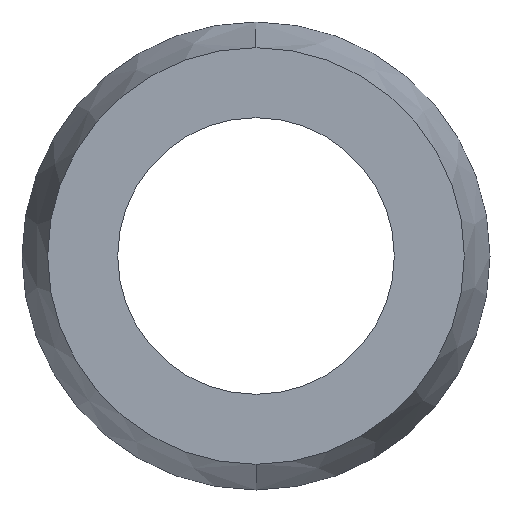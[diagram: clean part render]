
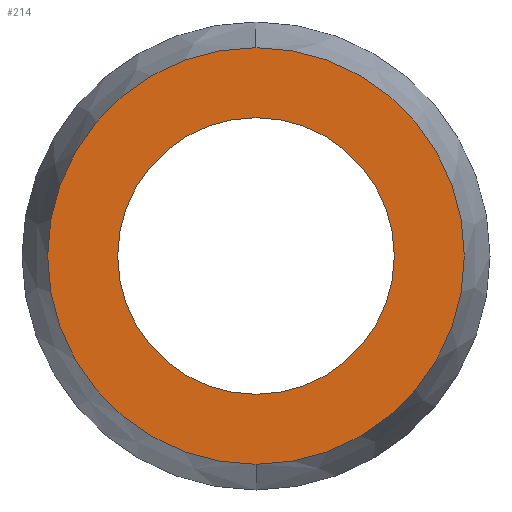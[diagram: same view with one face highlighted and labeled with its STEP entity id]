
A CAD part, left-side view. The second image highlights one B-rep face of the part: STEP entity #214.
In plain terms, the highlighted planar face has unit normal (-1, 0, 0).
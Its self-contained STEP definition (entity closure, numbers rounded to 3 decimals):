
#18 = AXIS2_PLACEMENT_3D ( 'NONE', #312, #388, #266 ) ;
#40 = CARTESIAN_POINT ( 'NONE',  ( 0., 0., 13. ) ) ;
#43 = FACE_BOUND ( 'NONE', #323, .T. ) ;
#44 = EDGE_CURVE ( 'NONE', #147, #427, #381, .T. ) ;
#57 = VERTEX_POINT ( 'NONE', #408 ) ;
#63 = AXIS2_PLACEMENT_3D ( 'NONE', #395, #236, #428 ) ;
#91 = VERTEX_POINT ( 'NONE', #178 ) ;
#94 = EDGE_LOOP ( 'NONE', ( #223, #263 ) ) ;
#99 = PLANE ( 'NONE',  #63 ) ;
#109 = DIRECTION ( 'NONE',  ( -1., 0., 0. ) ) ;
#142 = CARTESIAN_POINT ( 'NONE',  ( 0., 0., -13. ) ) ;
#147 = VERTEX_POINT ( 'NONE', #40 ) ;
#158 = CIRCLE ( 'NONE', #18, 13. ) ;
#160 = EDGE_CURVE ( 'NONE', #427, #147, #158, .T. ) ;
#161 = ORIENTED_EDGE ( 'NONE', *, *, #44, .F. ) ;
#163 = AXIS2_PLACEMENT_3D ( 'NONE', #231, #169, #402 ) ;
#169 = DIRECTION ( 'NONE',  ( -1., 0., 0. ) ) ;
#178 = CARTESIAN_POINT ( 'NONE',  ( 0., 0., 19.588 ) ) ;
#180 = DIRECTION ( 'NONE',  ( -1., 0., 0. ) ) ;
#182 = EDGE_CURVE ( 'NONE', #57, #91, #265, .T. ) ;
#196 = ORIENTED_EDGE ( 'NONE', *, *, #160, .F. ) ;
#203 = FACE_OUTER_BOUND ( 'NONE', #94, .T. ) ;
#214 = ADVANCED_FACE ( 'NONE', ( #43, #203 ), #99, .F. ) ;
#219 = AXIS2_PLACEMENT_3D ( 'NONE', #306, #180, #245 ) ;
#223 = ORIENTED_EDGE ( 'NONE', *, *, #182, .T. ) ;
#231 = CARTESIAN_POINT ( 'NONE',  ( 0., 0., 0. ) ) ;
#236 = DIRECTION ( 'NONE',  ( 1., 0., 0. ) ) ;
#245 = DIRECTION ( 'NONE',  ( 0., 0., 1. ) ) ;
#262 = CARTESIAN_POINT ( 'NONE',  ( 0., 0., 0. ) ) ;
#263 = ORIENTED_EDGE ( 'NONE', *, *, #379, .T. ) ;
#265 = CIRCLE ( 'NONE', #163, 19.588 ) ;
#266 = DIRECTION ( 'NONE',  ( 0., 0., 1. ) ) ;
#306 = CARTESIAN_POINT ( 'NONE',  ( 0., 0., 0. ) ) ;
#312 = CARTESIAN_POINT ( 'NONE',  ( 0., 0., 0. ) ) ;
#323 = EDGE_LOOP ( 'NONE', ( #161, #196 ) ) ;
#336 = DIRECTION ( 'NONE',  ( 0., 0., 1. ) ) ;
#352 = CIRCLE ( 'NONE', #375, 19.588 ) ;
#375 = AXIS2_PLACEMENT_3D ( 'NONE', #262, #109, #336 ) ;
#379 = EDGE_CURVE ( 'NONE', #91, #57, #352, .T. ) ;
#381 = CIRCLE ( 'NONE', #219, 13. ) ;
#388 = DIRECTION ( 'NONE',  ( -1., 0., 0. ) ) ;
#395 = CARTESIAN_POINT ( 'NONE',  ( 0., 19.588, 0. ) ) ;
#402 = DIRECTION ( 'NONE',  ( 0., 0., 1. ) ) ;
#408 = CARTESIAN_POINT ( 'NONE',  ( 0., 0., -19.588 ) ) ;
#427 = VERTEX_POINT ( 'NONE', #142 ) ;
#428 = DIRECTION ( 'NONE',  ( 0., 0., -1. ) ) ;
